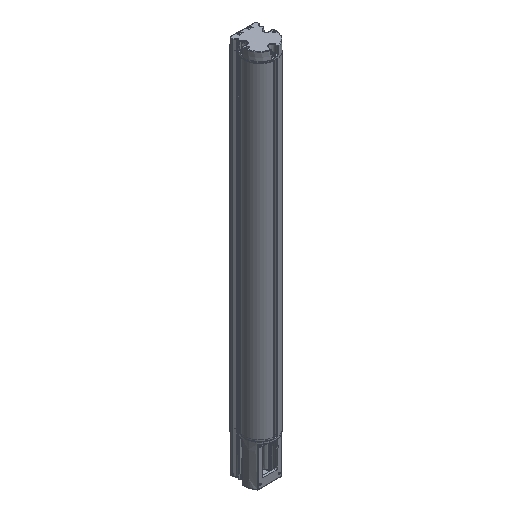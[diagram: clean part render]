
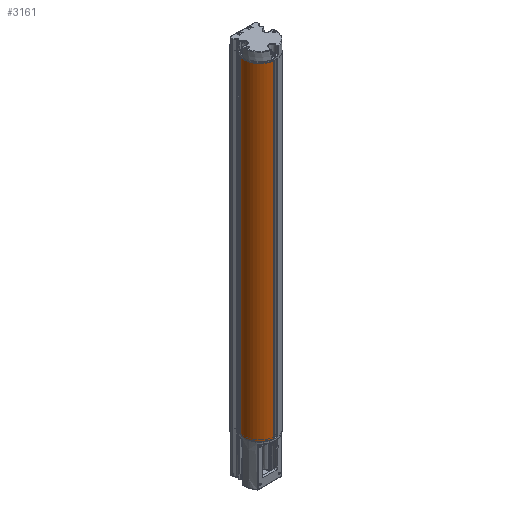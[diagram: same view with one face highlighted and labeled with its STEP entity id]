
A CAD part, isometric view. The second image highlights one B-rep face of the part: STEP entity #3161.
In plain terms, the highlighted cylindrical face has radius 19 mm (diameter 38 mm), a partial arc.
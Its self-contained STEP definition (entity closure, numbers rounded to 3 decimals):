
#76=CARTESIAN_POINT('',(0.,0.,0.));
#77=DIRECTION('',(0.,0.,1.));
#78=DIRECTION('',(-0.951,0.308,0.));
#79=AXIS2_PLACEMENT_3D('',#76,#77,#78);
#523=CARTESIAN_POINT('',(0.,0.,-397.15));
#524=DIRECTION('',(0.,0.,1.));
#525=DIRECTION('',(-0.951,0.308,0.));
#526=AXIS2_PLACEMENT_3D('',#523,#524,#525);
#997=DIRECTION('',(0.,0.,1.));
#998=VECTOR('',#997,397.15);
#999=CARTESIAN_POINT('',(-2.323,-18.857,-397.15));
#1000=LINE('',#999,#998);
#1001=DIRECTION('',(0.,0.,-1.));
#1002=VECTOR('',#1001,397.15);
#1003=CARTESIAN_POINT('',(-18.075,5.857,0.));
#1004=LINE('',#1003,#1002);
#2343=CARTESIAN_POINT('',(-2.323,-18.857,0.));
#2345=VERTEX_POINT('',#2343);
#2349=CARTESIAN_POINT('',(-2.323,-18.857,-397.15));
#2350=VERTEX_POINT('',#2349);
#2379=CARTESIAN_POINT('',(-18.075,5.857,0.));
#2380=VERTEX_POINT('',#2379);
#2381=CARTESIAN_POINT('',(-18.075,5.857,-397.15));
#2382=VERTEX_POINT('',#2381);
#3148=CARTESIAN_POINT('',(0.,0.,0.));
#3149=DIRECTION('',(0.,0.,1.));
#3150=DIRECTION('',(1.,0.,0.));
#3151=AXIS2_PLACEMENT_3D('',#3148,#3149,#3150);
#3152=CYLINDRICAL_SURFACE('',#3151,19.);
#3154=ORIENTED_EDGE('',*,*,#3153,.F.);
#3155=ORIENTED_EDGE('',*,*,#2819,.F.);
#3157=ORIENTED_EDGE('',*,*,#3156,.F.);
#3158=ORIENTED_EDGE('',*,*,#2508,.T.);
#3159=EDGE_LOOP('',(#3154,#3155,#3157,#3158));
#3160=FACE_OUTER_BOUND('',#3159,.F.);
#3161=ADVANCED_FACE('',(#3160),#3152,.T.);
#80=CIRCLE('',#79,19.);
#527=CIRCLE('',#526,19.);
#2508=EDGE_CURVE('',#2380,#2345,#80,.T.);
#2819=EDGE_CURVE('',#2382,#2350,#527,.T.);
#3153=EDGE_CURVE('',#2350,#2345,#1000,.T.);
#3156=EDGE_CURVE('',#2380,#2382,#1004,.T.);
